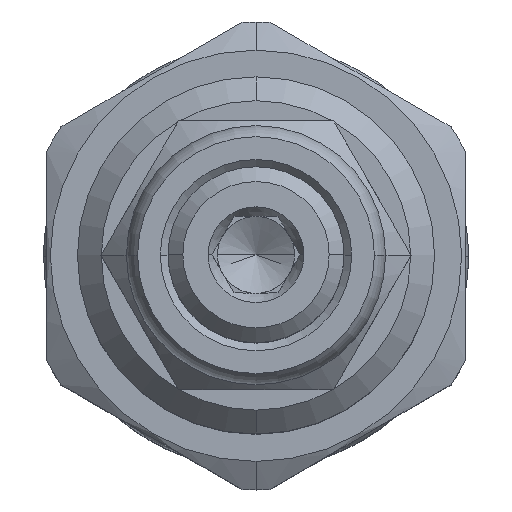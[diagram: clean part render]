
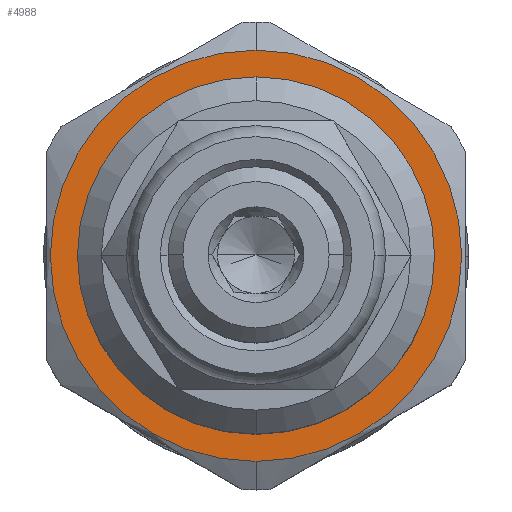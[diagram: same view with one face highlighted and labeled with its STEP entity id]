
A CAD part, top view. The second image highlights one B-rep face of the part: STEP entity #4988.
In plain terms, the highlighted planar face has unit normal (0, 0, 1).
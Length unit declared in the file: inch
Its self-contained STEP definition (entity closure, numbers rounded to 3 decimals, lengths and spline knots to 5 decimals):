
#1008=CARTESIAN_POINT('',(0.,0.,2.562));
#1009=DIRECTION('',(0.,0.,1.));
#1010=DIRECTION('',(0.,-1.,0.));
#1011=AXIS2_PLACEMENT_3D('',#1008,#1009,#1010);
#1013=CARTESIAN_POINT('',(0.,0.,2.562));
#1014=DIRECTION('',(0.,0.,-1.));
#1015=DIRECTION('',(0.,-1.,0.));
#1016=AXIS2_PLACEMENT_3D('',#1013,#1014,#1015);
#1022=CARTESIAN_POINT('',(0.,0.,2.562));
#1023=DIRECTION('',(0.,0.,-1.));
#1024=DIRECTION('',(0.,-1.,0.));
#1025=AXIS2_PLACEMENT_3D('',#1022,#1023,#1024);
#1219=CARTESIAN_POINT('',(0.,0.,2.562));
#1220=DIRECTION('',(0.,0.,1.));
#1221=DIRECTION('',(0.,-1.,0.));
#1222=AXIS2_PLACEMENT_3D('',#1219,#1220,#1221);
#3367=CARTESIAN_POINT('',(0.,-0.43,2.562));
#3369=VERTEX_POINT('',#3367);
#3375=CARTESIAN_POINT('',(0.,0.43,2.562));
#3377=VERTEX_POINT('',#3375);
#3383=CARTESIAN_POINT('',(0.,-0.3735,2.562));
#3384=CARTESIAN_POINT('',(0.,0.3735,2.562));
#3385=VERTEX_POINT('',#3383);
#3386=VERTEX_POINT('',#3384);
#4973=CARTESIAN_POINT('',(0.,0.,2.562));
#4974=DIRECTION('',(0.,0.,1.));
#4975=DIRECTION('',(0.,-1.,0.));
#4976=AXIS2_PLACEMENT_3D('',#4973,#4974,#4975);
#4977=PLANE('',#4976);
#4979=ORIENTED_EDGE('',*,*,#4978,.T.);
#4981=ORIENTED_EDGE('',*,*,#4980,.F.);
#4982=EDGE_LOOP('',(#4979,#4981));
#4983=FACE_OUTER_BOUND('',#4982,.F.);
#4984=ORIENTED_EDGE('',*,*,#4938,.T.);
#4985=ORIENTED_EDGE('',*,*,#4966,.F.);
#4986=EDGE_LOOP('',(#4984,#4985));
#4987=FACE_BOUND('',#4986,.F.);
#4988=ADVANCED_FACE('',(#4983,#4987),#4977,.T.);
#1012=CIRCLE('',#1011,0.3735);
#1017=CIRCLE('',#1016,0.3735);
#1026=CIRCLE('',#1025,0.43);
#1223=CIRCLE('',#1222,0.43);
#4938=EDGE_CURVE('',#3385,#3386,#1012,.T.);
#4966=EDGE_CURVE('',#3385,#3386,#1017,.T.);
#4978=EDGE_CURVE('',#3369,#3377,#1026,.T.);
#4980=EDGE_CURVE('',#3369,#3377,#1223,.T.);
